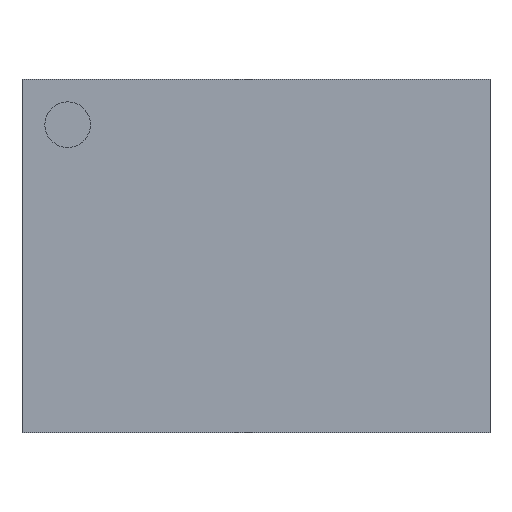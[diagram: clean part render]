
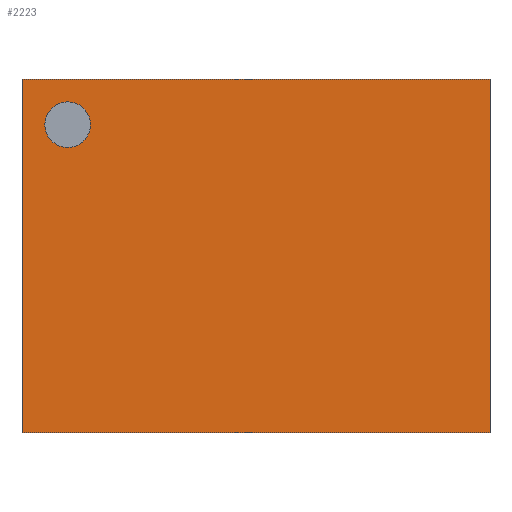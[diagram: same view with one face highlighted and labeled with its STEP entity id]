
A CAD part, top view. The second image highlights one B-rep face of the part: STEP entity #2223.
In plain terms, the highlighted planar face has unit normal (0, 0, 1).
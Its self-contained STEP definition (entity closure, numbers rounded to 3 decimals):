
#755=CARTESIAN_POINT('',(-2.9,2.3,1.));
#756=VERTEX_POINT('',#755);
#772=CARTESIAN_POINT('',(-3.7,2.3,1.));
#773=VERTEX_POINT('',#772);
#780=CARTESIAN_POINT('',(-3.3,2.3,1.));
#781=DIRECTION('',(0.0,0.0,-1.0));
#782=DIRECTION('',(1.0,0.0,0.0));
#783=AXIS2_PLACEMENT_3D('',#780,#781,#782);
#784=CIRCLE('',#783,0.4);
#785=EDGE_CURVE('',#756,#773,#784,.T.);
#796=CARTESIAN_POINT('',(-3.3,2.3,1.));
#797=DIRECTION('',(0.0,0.0,-1.0));
#798=DIRECTION('',(1.0,0.0,0.0));
#799=AXIS2_PLACEMENT_3D('',#796,#797,#798);
#800=CIRCLE('',#799,0.4);
#801=EDGE_CURVE('',#773,#756,#800,.T.);
#2089=CARTESIAN_POINT('',(4.1,-3.1,1.));
#2090=VERTEX_POINT('',#2089);
#2091=CARTESIAN_POINT('',(-4.1,-3.1,1.));
#2092=VERTEX_POINT('',#2091);
#2093=CARTESIAN_POINT('',(4.1,-3.1,1.));
#2094=DIRECTION('',(-1.0,0.0,0.0));
#2095=VECTOR('',#2094,8.2);
#2096=LINE('',#2093,#2095);
#2097=EDGE_CURVE('',#2090,#2092,#2096,.T.);
#2129=CARTESIAN_POINT('',(-4.1,3.1,1.));
#2130=VERTEX_POINT('',#2129);
#2131=CARTESIAN_POINT('',(-4.1,-3.1,1.));
#2132=DIRECTION('',(0.0,1.0,0.0));
#2133=VECTOR('',#2132,6.2);
#2134=LINE('',#2131,#2133);
#2135=EDGE_CURVE('',#2092,#2130,#2134,.T.);
#2160=CARTESIAN_POINT('',(4.1,3.1,1.));
#2161=VERTEX_POINT('',#2160);
#2162=CARTESIAN_POINT('',(-4.1,3.1,1.));
#2163=DIRECTION('',(1.0,0.0,0.0));
#2164=VECTOR('',#2163,8.2);
#2165=LINE('',#2162,#2164);
#2166=EDGE_CURVE('',#2130,#2161,#2165,.T.);
#2191=CARTESIAN_POINT('',(4.1,3.1,1.));
#2192=DIRECTION('',(0.0,-1.0,0.0));
#2193=VECTOR('',#2192,6.2);
#2194=LINE('',#2191,#2193);
#2195=EDGE_CURVE('',#2161,#2090,#2194,.T.);
#2208=CARTESIAN_POINT('',(0.,0.0,1.));
#2209=DIRECTION('',(0.0,0.0,1.0));
#2210=DIRECTION('',(1.0,0.0,0.0));
#2211=AXIS2_PLACEMENT_3D('',#2208,#2209,#2210);
#2212=PLANE('',#2211);
#2213=ORIENTED_EDGE('',*,*,#2097,.F.);
#2214=ORIENTED_EDGE('',*,*,#2195,.F.);
#2215=ORIENTED_EDGE('',*,*,#2166,.F.);
#2216=ORIENTED_EDGE('',*,*,#2135,.F.);
#2217=EDGE_LOOP('',(#2213,#2214,#2215,#2216));
#2218=FACE_OUTER_BOUND('',#2217,.T.);
#2219=ORIENTED_EDGE('',*,*,#785,.T.);
#2220=ORIENTED_EDGE('',*,*,#801,.T.);
#2221=EDGE_LOOP('',(#2219,#2220));
#2222=FACE_BOUND('',#2221,.T.);
#2223=ADVANCED_FACE('',(#2218,#2222),#2212,.T.);
